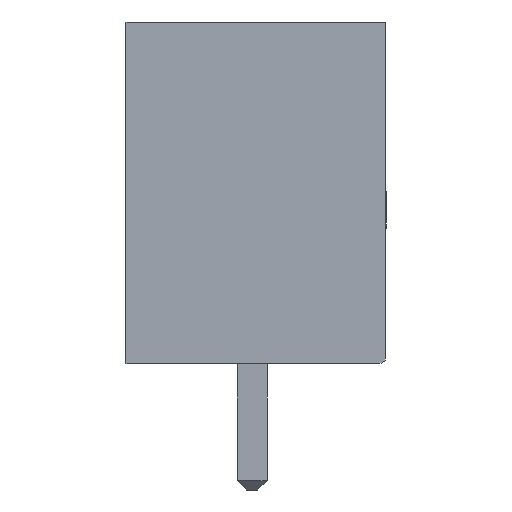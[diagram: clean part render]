
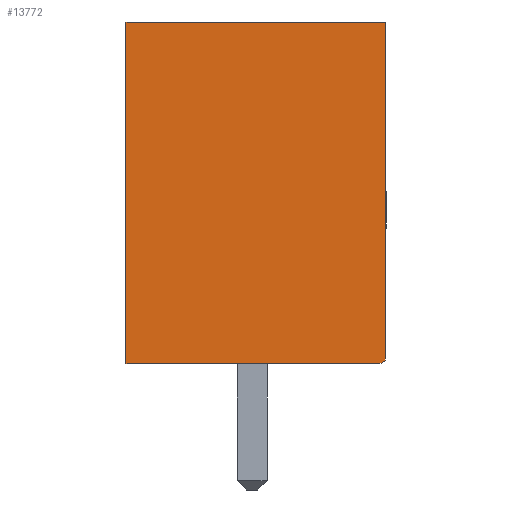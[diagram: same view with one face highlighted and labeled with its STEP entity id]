
A CAD part, left-side view. The second image highlights one B-rep face of the part: STEP entity #13772.
In plain terms, the highlighted planar face has unit normal (-1, 0, 0).
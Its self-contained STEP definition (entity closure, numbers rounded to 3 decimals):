
#81 = DIRECTION ( 'NONE',  ( 0., 0., -1. ) ) ;
#712 = CARTESIAN_POINT ( 'NONE',  ( -28.8, -7., 0.2 ) ) ;
#1074 = ORIENTED_EDGE ( 'NONE', *, *, #4306, .F. ) ;
#1238 = VERTEX_POINT ( 'NONE', #15405 ) ;
#1316 = VERTEX_POINT ( 'NONE', #5565 ) ;
#2325 = ORIENTED_EDGE ( 'NONE', *, *, #9509, .F. ) ;
#3044 = VECTOR ( 'NONE', #17156, 1000. ) ;
#3593 = CARTESIAN_POINT ( 'NONE',  ( -28.8, -6.8, 0. ) ) ;
#4306 = EDGE_CURVE ( 'NONE', #5985, #1238, #8670, .T. ) ;
#4359 = ORIENTED_EDGE ( 'NONE', *, *, #14395, .T. ) ;
#4394 = CARTESIAN_POINT ( 'NONE',  ( -28.8, 0., 9.2 ) ) ;
#5459 = VECTOR ( 'NONE', #18148, 1000. ) ;
#5506 = EDGE_CURVE ( 'NONE', #1316, #15530, #6097, .T. ) ;
#5565 = CARTESIAN_POINT ( 'NONE',  ( -28.8, 0., 0. ) ) ;
#5985 = VERTEX_POINT ( 'NONE', #13584 ) ;
#6023 = EDGE_LOOP ( 'NONE', ( #16299, #4359, #2325, #1074, #17263 ) ) ;
#6097 = LINE ( 'NONE', #18639, #16502 ) ;
#6251 = VERTEX_POINT ( 'NONE', #712 ) ;
#6816 = CARTESIAN_POINT ( 'NONE',  ( -28.8, -7., 9.2 ) ) ;
#7065 = CIRCLE ( 'NONE', #12859, 0.2 ) ;
#7483 = DIRECTION ( 'NONE',  ( -1., 0., 0. ) ) ;
#8241 = DIRECTION ( 'NONE',  ( 0., -1., 0. ) ) ;
#8271 = AXIS2_PLACEMENT_3D ( 'NONE', #11659, #14747, #14686 ) ;
#8670 = LINE ( 'NONE', #6816, #3044 ) ;
#9509 = EDGE_CURVE ( 'NONE', #1238, #6251, #18666, .T. ) ;
#10404 = DIRECTION ( 'NONE',  ( 0., 0., -1. ) ) ;
#11659 = CARTESIAN_POINT ( 'NONE',  ( -28.8, -7., 9.2 ) ) ;
#12140 = CARTESIAN_POINT ( 'NONE',  ( -28.8, -7., 9.2 ) ) ;
#12859 = AXIS2_PLACEMENT_3D ( 'NONE', #17875, #7483, #81 ) ;
#13584 = CARTESIAN_POINT ( 'NONE',  ( -28.8, 0., 9.2 ) ) ;
#13772 = ADVANCED_FACE ( 'NONE', ( #14680 ), #17528, .F. ) ;
#14395 = EDGE_CURVE ( 'NONE', #15530, #6251, #7065, .T. ) ;
#14680 = FACE_OUTER_BOUND ( 'NONE', #6023, .T. ) ;
#14686 = DIRECTION ( 'NONE',  ( 0., 0., -1. ) ) ;
#14747 = DIRECTION ( 'NONE',  ( 1., 0., 0. ) ) ;
#15076 = VECTOR ( 'NONE', #10404, 1000. ) ;
#15382 = EDGE_CURVE ( 'NONE', #5985, #1316, #18308, .T. ) ;
#15405 = CARTESIAN_POINT ( 'NONE',  ( -28.8, -7., 9.2 ) ) ;
#15530 = VERTEX_POINT ( 'NONE', #3593 ) ;
#16299 = ORIENTED_EDGE ( 'NONE', *, *, #5506, .T. ) ;
#16502 = VECTOR ( 'NONE', #8241, 1000. ) ;
#17156 = DIRECTION ( 'NONE',  ( 0., -1., 0. ) ) ;
#17263 = ORIENTED_EDGE ( 'NONE', *, *, #15382, .T. ) ;
#17528 = PLANE ( 'NONE',  #8271 ) ;
#17875 = CARTESIAN_POINT ( 'NONE',  ( -28.8, -6.8, 0.2 ) ) ;
#18148 = DIRECTION ( 'NONE',  ( 0., 0., -1. ) ) ;
#18308 = LINE ( 'NONE', #4394, #15076 ) ;
#18639 = CARTESIAN_POINT ( 'NONE',  ( -28.8, -7., 0. ) ) ;
#18666 = LINE ( 'NONE', #12140, #5459 ) ;
